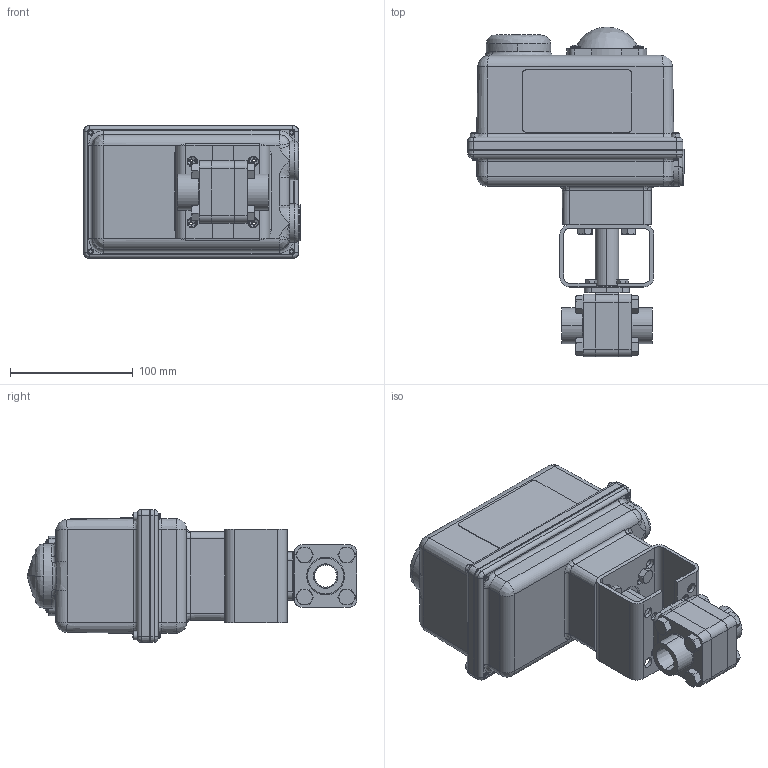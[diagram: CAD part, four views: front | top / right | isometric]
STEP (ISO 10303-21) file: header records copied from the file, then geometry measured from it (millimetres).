
FILE_DESCRIPTION (( 'STEP AP203' ), '1' );
FILE_NAME ('3000R-050-PT_ER-2.STEP', '2017-11-02T14:37:56', ( '' ), ( '' ), 'SwSTEP 2.0', 'SolidWorks 2014', '' );
FILE_SCHEMA (( 'CONFIG_CONTROL_DESIGN' ));
Length unit declared in the file: inch
Products named in the file (1): 3000R-050-PT_ER-2
Bounding box: 176.31 x 268.11 x 108.29 mm (x, y, z)
Surface area: 160934.4 mm2 (no closed solid volume)
Topology: 0 solids, 24 shells, 708 faces, 2313 edges, 1622 vertices
Faces by surface type: plane 279, cylinder 201, cone 138, bspline 84, torus 6
Entity records: 40005 total; most frequent: CARTESIAN_POINT 21708, ORIENTED_EDGE 3849, DIRECTION 3193, EDGE_CURVE 2305, VERTEX_POINT 1622, AXIS2_PLACEMENT_3D 1180, VECTOR 833, LINE 833
